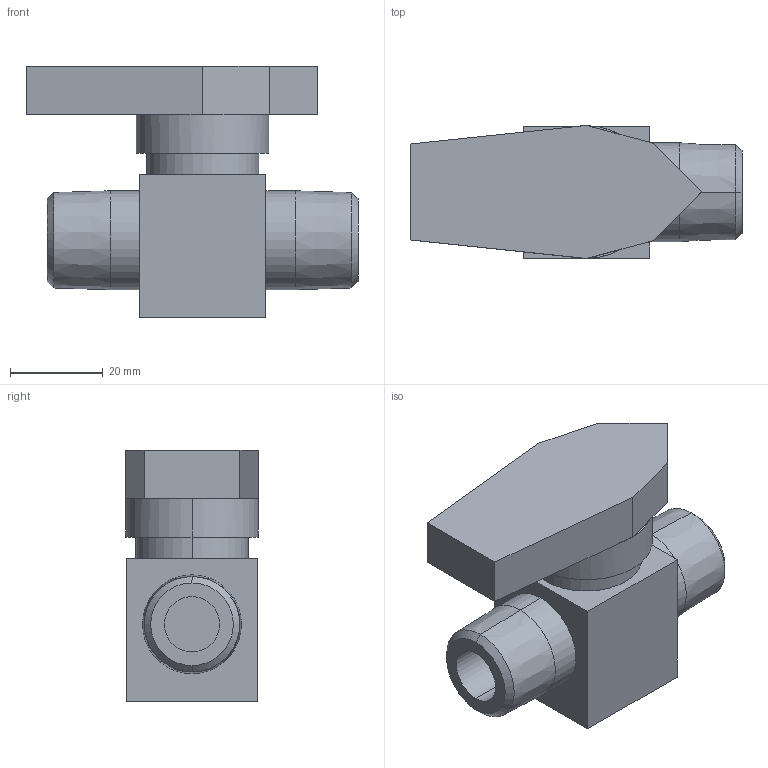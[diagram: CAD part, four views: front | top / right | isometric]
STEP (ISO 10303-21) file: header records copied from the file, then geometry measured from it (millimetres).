
FILE_DESCRIPTION(('starvars output'),'2;1');
FILE_NAME('cv20221116105302000011653.stp','10:53:02 2022/11/16',( 'Thomas Industrial Network Germany GmbH'),( 'Thomas Industrial Network Germany GmbH'),'unknown preprocess','ACIS' ,'unknown authorization');
FILE_SCHEMA(('AUTOMOTIVE_DESIGN_CC2 {UNKNOWN IMPLEMENTATION LEVEL}'));
Length unit declared in the file: millimetre
Products named in the file (1): PRODUCT_ID_1
Bounding box: 71.63 x 28.7 x 54.36 mm (x, y, z)
Volume: 55548.2 mm3; surface area: 13613.8 mm2
Topology: 1 solids, 1 shells, 47 faces, 101 edges, 62 vertices
Faces by surface type: plane 27, cylinder 12, cone 8
Entity records: 1500 total; most frequent: ORIENTED_EDGE 202, CARTESIAN_POINT 164, DIRECTION 147, EDGE_CURVE 101, VERTEX_POINT 62, VECTOR 57, LINE 57, EDGE_LOOP 53
